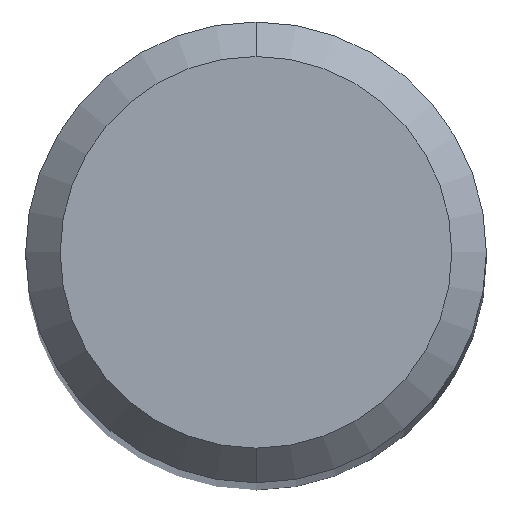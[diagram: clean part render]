
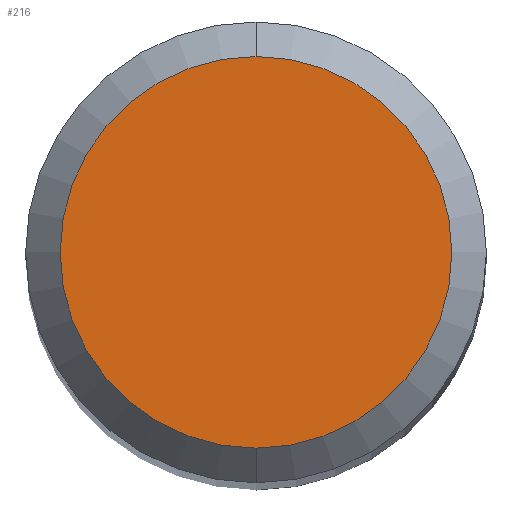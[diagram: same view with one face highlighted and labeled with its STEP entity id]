
A CAD part, top view. The second image highlights one B-rep face of the part: STEP entity #216.
In plain terms, the highlighted planar face has unit normal (0, 0, 1).
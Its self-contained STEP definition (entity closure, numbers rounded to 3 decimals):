
#112=EDGE_CURVE('',#166,#130,#263,.T.);
#130=VERTEX_POINT('',#284);
#148=EDGE_CURVE('',#130,#166,#304,.T.);
#166=VERTEX_POINT('',#326);
#216=ADVANCED_FACE('',(#381),#382,.T.);
#263=CIRCLE('',#428,1.7);
#284=CARTESIAN_POINT('',(0.0,1.7,0.0));
#304=CIRCLE('',#480,1.7);
#326=CARTESIAN_POINT('',(0.,-1.7,0.0));
#381=FACE_OUTER_BOUND('',#570,.T.);
#382=PLANE('',#571);
#428=AXIS2_PLACEMENT_3D('',#617,#618,#619);
#480=AXIS2_PLACEMENT_3D('',#677,#678,#679);
#570=EDGE_LOOP('',(#768,#769));
#571=AXIS2_PLACEMENT_3D('',#770,#771,#772);
#617=CARTESIAN_POINT('',(0.0,0.0,0.0));
#618=DIRECTION('',(0.0,0.0,-1.0));
#619=DIRECTION('',(0.0,1.0,0.0));
#677=CARTESIAN_POINT('',(0.0,0.0,0.0));
#678=DIRECTION('',(0.0,0.0,-1.0));
#679=DIRECTION('',(0.0,1.0,0.0));
#768=ORIENTED_EDGE('',*,*,#148,.F.);
#769=ORIENTED_EDGE('',*,*,#112,.F.);
#770=CARTESIAN_POINT('',(0.0,0.85,0.0));
#771=DIRECTION('',(-0.0,0.0,1.0));
#772=DIRECTION('',(0.0,-1.0,0.0));
